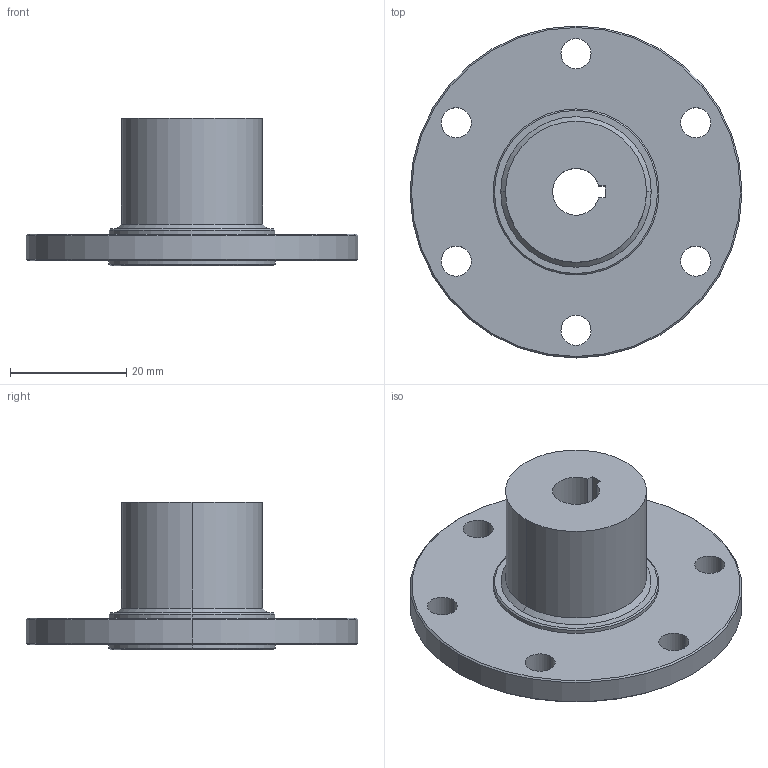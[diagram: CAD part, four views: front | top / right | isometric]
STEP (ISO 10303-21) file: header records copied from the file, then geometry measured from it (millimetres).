
FILE_DESCRIPTION (( 'STEP AP214' ), '1' );
FILE_NAME ('am-0320a 8mm Key Hub.STEP', '2015-12-21T16:44:57', ( '' ), ( '' ), 'SwSTEP 2.0', 'SolidWorks 2014', '' );
FILE_SCHEMA (( 'AUTOMOTIVE_DESIGN' ));
Length unit declared in the file: inch
Products named in the file (1): am-0320a 8mm Key Hub
Bounding box: 57.15 x 57.15 x 25.4 mm (x, y, z)
Volume: 19776.3 mm3; surface area: 8236.7 mm2
Topology: 1 solids, 1 shells, 39 faces, 92 edges, 58 vertices
Faces by surface type: cylinder 21, cone 10, plane 8
Entity records: 1206 total; most frequent: DIRECTION 224, CARTESIAN_POINT 190, ORIENTED_EDGE 184, AXIS2_PLACEMENT_3D 92, EDGE_CURVE 92, VERTEX_POINT 58, EDGE_LOOP 56, CIRCLE 52
